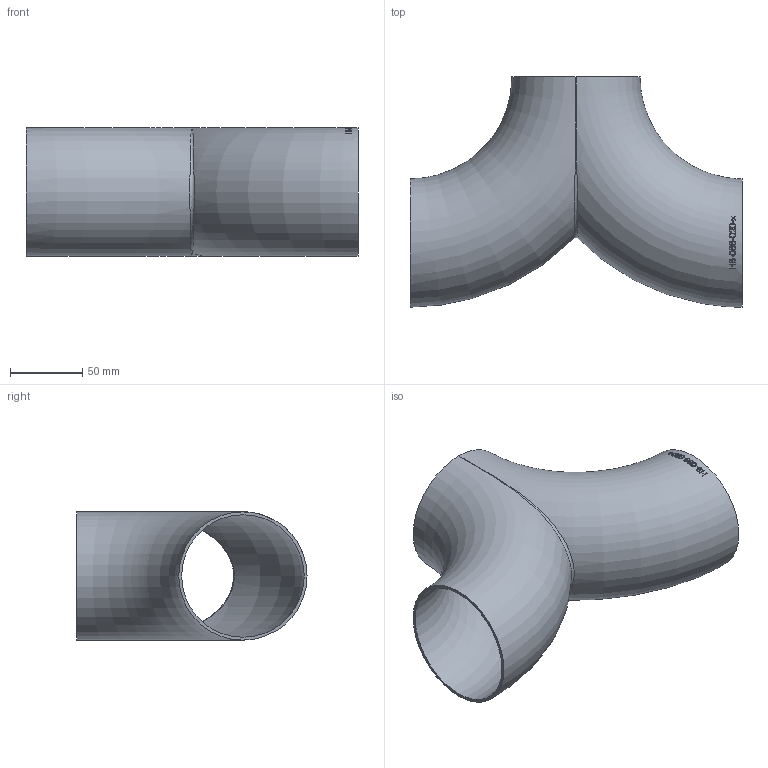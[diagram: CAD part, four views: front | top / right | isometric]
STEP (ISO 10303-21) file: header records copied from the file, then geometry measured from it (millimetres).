
FILE_DESCRIPTION (( 'STEP AP214' ), '1' );
FILE_NAME ('HB-088-020-x Hosenbogen 1909.STEP', '2019-09-17T12:14:18', ( '' ), ( '' ), 'SwSTEP 2.0', 'SolidWorks 2016', '' );
FILE_SCHEMA (( 'AUTOMOTIVE_DESIGN' ));
Length unit declared in the file: millimetre
Products named in the file (1): HB-088-020-x Hosenbogen 1909
Bounding box: 230 x 159.45 x 88.9 mm (x, y, z)
Volume: 149309.2 mm3; surface area: 150921.9 mm2
Topology: 1 solids, 1 shells, 157 faces, 403 edges, 264 vertices
Faces by surface type: bspline 78, plane 54, torus 25
Entity records: 11477 total; most frequent: CARTESIAN_POINT 6843, ORIENTED_EDGE 786, EDGE_CURVE 393, DIRECTION 303, VERTEX_POINT 262, B_SPLINE_CURVE_WITH_KNOTS 258, EDGE_LOOP 185, FACE_OUTER_BOUND 161
